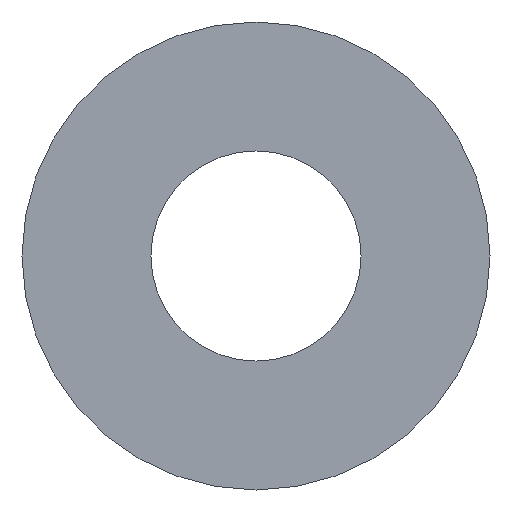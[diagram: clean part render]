
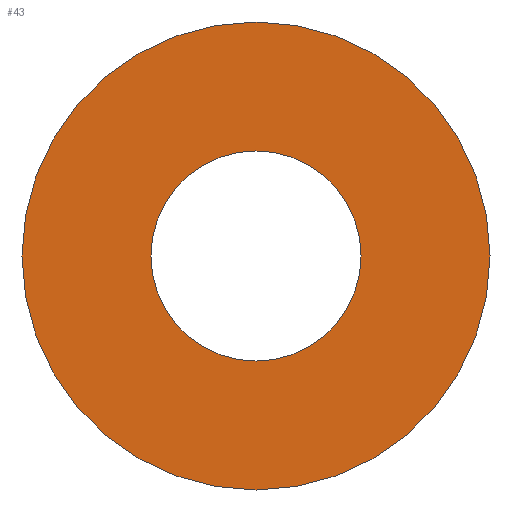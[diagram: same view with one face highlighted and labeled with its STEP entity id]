
A CAD part, left-side view. The second image highlights one B-rep face of the part: STEP entity #43.
In plain terms, the highlighted planar face has unit normal (-1, 0, 0).
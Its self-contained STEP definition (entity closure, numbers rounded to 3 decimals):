
#43 = ADVANCED_FACE( '', ( #86, #87 ), #88, .T. );
#86 = FACE_BOUND( '', #121, .T. );
#87 = FACE_OUTER_BOUND( '', #122, .T. );
#88 = PLANE( '', #123 );
#121 = EDGE_LOOP( '', ( #162 ) );
#122 = EDGE_LOOP( '', ( #163 ) );
#123 = AXIS2_PLACEMENT_3D( '', #164, #165, #166 );
#162 = ORIENTED_EDGE( '', *, *, #177, .T. );
#163 = ORIENTED_EDGE( '', *, *, #173, .F. );
#164 = CARTESIAN_POINT( '', ( -118., 0., 51. ) );
#165 = DIRECTION( '', ( -1., 0., 0. ) );
#166 = DIRECTION( '', ( 0., 0., 1. ) );
#173 = EDGE_CURVE( '', #190, #190, #191, .T. );
#177 = EDGE_CURVE( '', #197, #197, #198, .T. );
#190 = VERTEX_POINT( '', #211 );
#191 = CIRCLE( '', #212, 51. );
#197 = VERTEX_POINT( '', #218 );
#198 = CIRCLE( '', #219, 22.9 );
#211 = CARTESIAN_POINT( '', ( -118., 0., -51. ) );
#212 = AXIS2_PLACEMENT_3D( '', #232, #233, #234 );
#218 = CARTESIAN_POINT( '', ( -118., 0., -22.9 ) );
#219 = AXIS2_PLACEMENT_3D( '', #241, #242, #243 );
#232 = CARTESIAN_POINT( '', ( -118., 0., 0. ) );
#233 = DIRECTION( '', ( 1., 0., 0. ) );
#234 = DIRECTION( '', ( 0., 0., -1. ) );
#241 = CARTESIAN_POINT( '', ( -118., 0., 0. ) );
#242 = DIRECTION( '', ( 1., 0., 0. ) );
#243 = DIRECTION( '', ( 0., 0., -1. ) );
